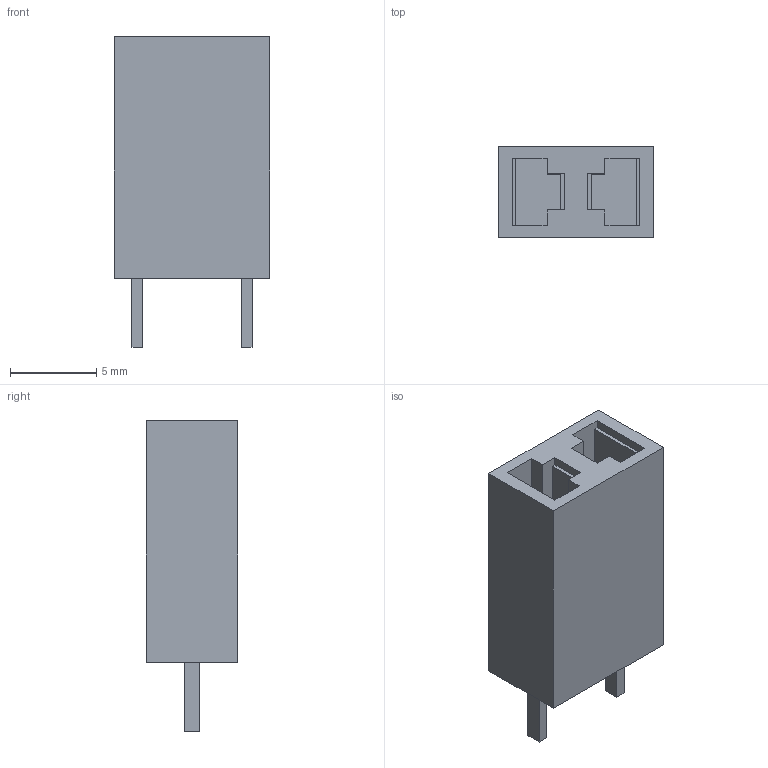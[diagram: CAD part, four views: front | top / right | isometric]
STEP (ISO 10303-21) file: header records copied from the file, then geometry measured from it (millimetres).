
FILE_DESCRIPTION(/* description */ (''),/* implementation_level */ '2;1');
FILE_NAME(/* name */ 'WURTH_ICS93456.stp',/* time_stamp */ '2015-06-02T14:40:54+02:00',/* author */ ('admchouv'),/* organization */ (''),/* preprocessor_version */ 'ST-DEVELOPER v15.5',/* originating_system */ 'AutoCAD Mechanical',/* authorisation */ '');
FILE_SCHEMA (('AUTOMOTIVE_DESIGN { 1 0 10303 214 3 1 1 }'));
Length unit declared in the file: millimetre
Products named in the file (1): Product
Bounding box: 9 x 5.3 x 18 mm (x, y, z)
Volume: 472.1 mm3; surface area: 1206.1 mm2
Topology: 9 solids, 9 shells, 80 faces, 180 edges, 120 vertices
Faces by surface type: plane 80
Entity records: 2215 total; most frequent: CARTESIAN_POINT 381, ORIENTED_EDGE 360, DIRECTION 342, LINE 180, VECTOR 180, EDGE_CURVE 180, VERTEX_POINT 120, EDGE_LOOP 82
